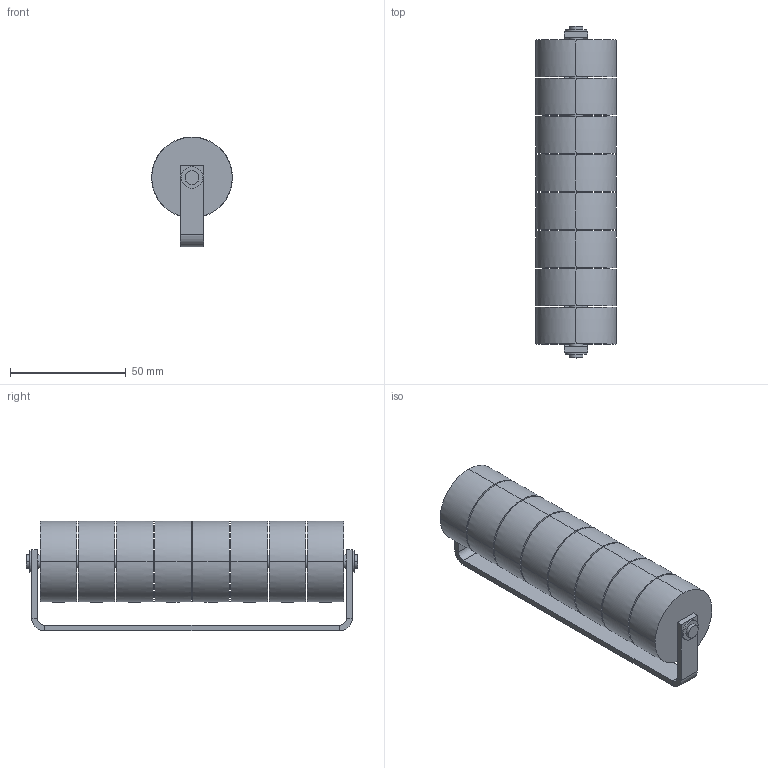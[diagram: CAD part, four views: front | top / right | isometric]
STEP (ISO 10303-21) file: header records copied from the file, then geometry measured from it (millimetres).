
FILE_DESCRIPTION(('STEP AP214'),'1');
FILE_NAME('cctmp_24762AB2-12B6-4DAF-815D-ED69EE8422A9_2021_06_15_08_33_04_0676..stp','2021-06-15T06:33:04',('Bosch Rexroth AG'),('CADClick - www.CADClick.com'),'Spatial InterOp 3D',' ','unknown authorization - (Healing Option Enabled)');
FILE_SCHEMA(('AUTOMOTIVE_DESIGN'));
Length unit declared in the file: millimetre
Products named in the file (1): 2021_06_15_08_33_04_0671
Bounding box: 34.99 x 143.5 x 47.49 mm (x, y, z)
Volume: 127457.7 mm3; surface area: 34176.4 mm2
Topology: 1 solids, 1 shells, 106 faces, 234 edges, 152 vertices
Faces by surface type: plane 40, cylinder 34, torus 32
Entity records: 3886 total; most frequent: DIRECTION 616, CARTESIAN_POINT 493, ORIENTED_EDGE 468, AXIS2_PLACEMENT_3D 275, EDGE_CURVE 234, CIRCLE 168, VERTEX_POINT 152, EDGE_LOOP 130
